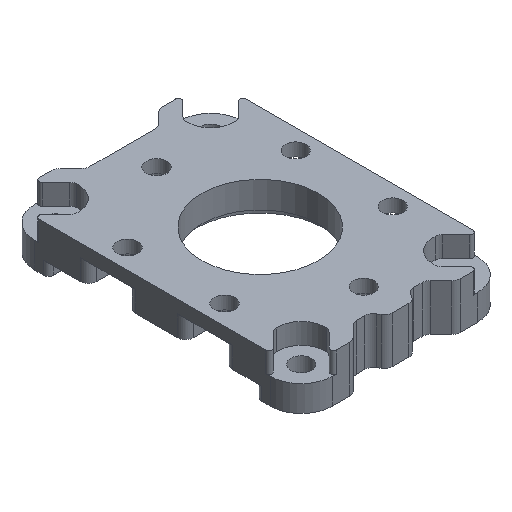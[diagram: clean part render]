
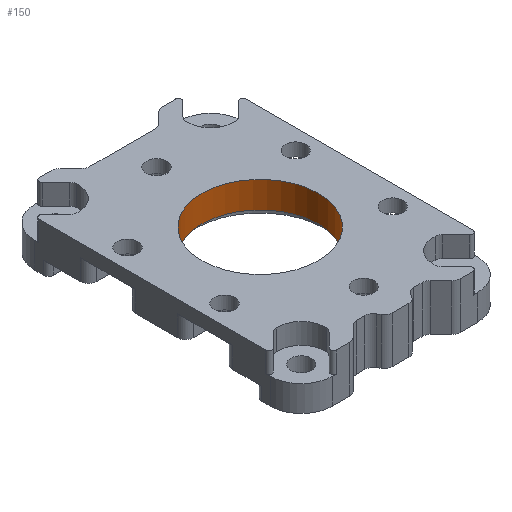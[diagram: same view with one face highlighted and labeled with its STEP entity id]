
A CAD part, isometric view. The second image highlights one B-rep face of the part: STEP entity #150.
In plain terms, the highlighted cylindrical face has radius 14.287 mm (diameter 28.575 mm), a full revolution.
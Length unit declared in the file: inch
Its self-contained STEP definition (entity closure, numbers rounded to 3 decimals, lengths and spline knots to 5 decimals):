
#45 = ORIENTED_EDGE ( 'NONE', *, *, #2495, .T. ) ;
#150 = ADVANCED_FACE ( 'NONE', ( #3937, #3230 ), #3892, .F. ) ;
#300 = EDGE_LOOP ( 'NONE', ( #45 ) ) ;
#416 = CARTESIAN_POINT ( 'NONE',  ( 0.5625, -0.04, 0.195 ) ) ;
#582 = DIRECTION ( 'NONE',  ( 1., 0., 0. ) ) ;
#631 = AXIS2_PLACEMENT_3D ( 'NONE', #1587, #1633, #1609 ) ;
#1138 = CARTESIAN_POINT ( 'NONE',  ( 0.5625, -0.04, 0.45 ) ) ;
#1144 = CIRCLE ( 'NONE', #1512, 0.5625 ) ;
#1409 = EDGE_LOOP ( 'NONE', ( #3821 ) ) ;
#1512 = AXIS2_PLACEMENT_3D ( 'NONE', #4265, #2606, #582 ) ;
#1587 = CARTESIAN_POINT ( 'NONE',  ( 0., -0.04, 0.195 ) ) ;
#1609 = DIRECTION ( 'NONE',  ( 1., 0., 0. ) ) ;
#1633 = DIRECTION ( 'NONE',  ( 0., 0., 1. ) ) ;
#1907 = DIRECTION ( 'NONE',  ( -1., 0., 0. ) ) ;
#1981 = CIRCLE ( 'NONE', #631, 0.5625 ) ;
#1984 = EDGE_CURVE ( 'NONE', #2497, #2497, #1981, .T. ) ;
#2050 = AXIS2_PLACEMENT_3D ( 'NONE', #3577, #2843, #1907 ) ;
#2495 = EDGE_CURVE ( 'NONE', #4157, #4157, #1144, .T. ) ;
#2497 = VERTEX_POINT ( 'NONE', #416 ) ;
#2606 = DIRECTION ( 'NONE',  ( 0., 0., 1. ) ) ;
#2843 = DIRECTION ( 'NONE',  ( 0., 0., -1. ) ) ;
#3230 = FACE_OUTER_BOUND ( 'NONE', #300, .T. ) ;
#3577 = CARTESIAN_POINT ( 'NONE',  ( 0., -0.04, 0.45 ) ) ;
#3821 = ORIENTED_EDGE ( 'NONE', *, *, #1984, .F. ) ;
#3892 = CYLINDRICAL_SURFACE ( 'NONE', #2050, 0.5625 ) ;
#3937 = FACE_OUTER_BOUND ( 'NONE', #1409, .T. ) ;
#4157 = VERTEX_POINT ( 'NONE', #1138 ) ;
#4265 = CARTESIAN_POINT ( 'NONE',  ( 0., -0.04, 0.45 ) ) ;
